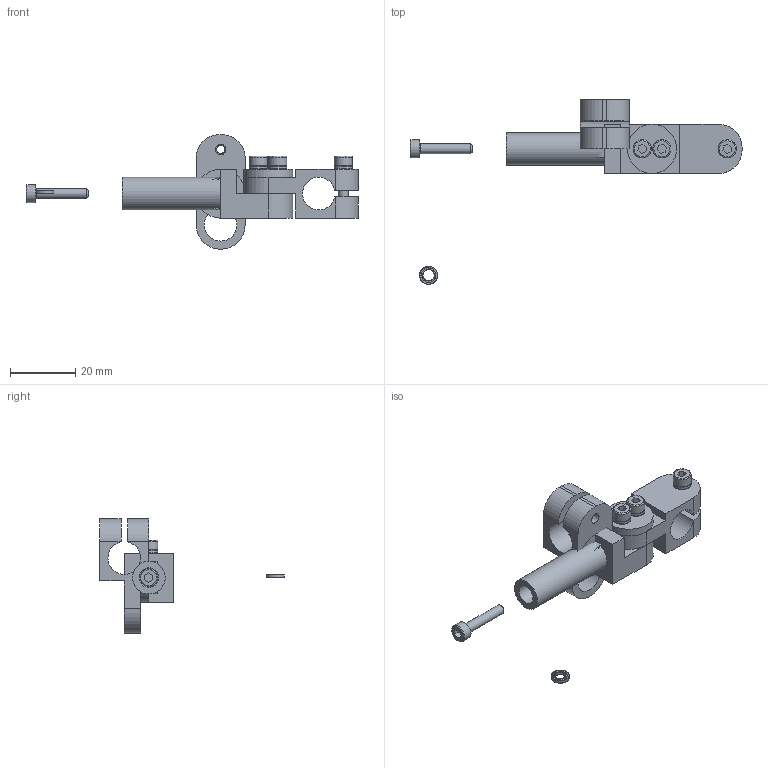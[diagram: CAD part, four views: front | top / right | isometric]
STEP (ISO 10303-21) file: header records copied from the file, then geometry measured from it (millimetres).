
FILE_DESCRIPTION( ( 'STEP AP214' ), '1' );
FILE_NAME( 'CA.GVR.1010.30.stp', '2014-07-14T06:47:57', ( ' ' ), ( ' ' ), 'XStep 1.0', ' ', ' ' );
FILE_SCHEMA( ( 'CONFIG_CONTROL_DESIGN) ( )' ) );
Length unit declared in the file: metre
Products named in the file (8): Assem1; GVR.10.1.30; GVR.10.2; GVR.10.3; R.3.SCH; V-tcei M  3 x 16
Bounding box: 101.5 x 56.39 x 35 mm (x, y, z)
Volume: 17873.1 mm3; surface area: 13982.6 mm2
Topology: 16 solids, 16 shells, 960 faces, 3186 edges, 2266 vertices
Faces by surface type: plane 878, cylinder 62, torus 12, cone 8
Full cylindrical faces by diameter (mm): 2.459 x6, 3 x6, 3.2 x6, 3.5 x4, 5.5 x10, 6 x2, 9.9 x4, 10 x4, 15 x2
Entity records: 10297 total; most frequent: CARTESIAN_POINT 1787, ORIENTED_EDGE 1726, DIRECTION 1712, EDGE_CURVE 863, VERTEX_POINT 628, LINE 606, VECTOR 606, AXIS2_PLACEMENT_3D 553
